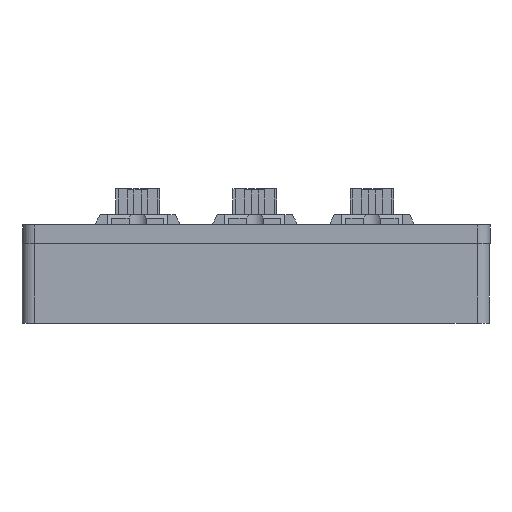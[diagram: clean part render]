
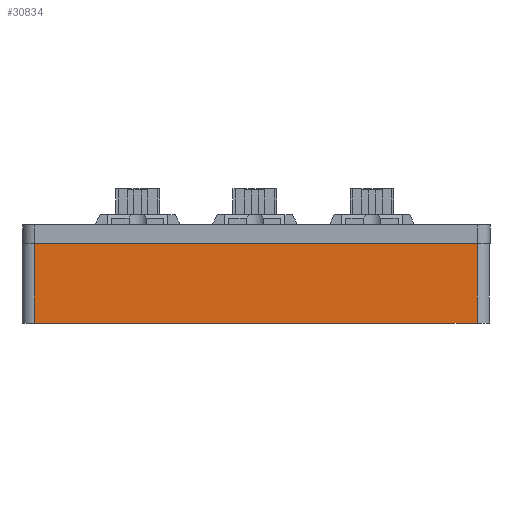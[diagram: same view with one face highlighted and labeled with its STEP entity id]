
A CAD part, front view. The second image highlights one B-rep face of the part: STEP entity #30834.
In plain terms, the highlighted planar face has unit normal (0, -1, 0).
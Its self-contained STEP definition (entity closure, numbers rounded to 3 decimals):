
#1848=PLANE('',#32845);
#2962=FACE_OUTER_BOUND('',#4688,.T.);
#4688=EDGE_LOOP('',(#21553,#21554,#21555,#21556));
#6755=LINE('',#43598,#10024);
#6766=LINE('',#43636,#10035);
#6767=LINE('',#43640,#10036);
#6768=LINE('',#43641,#10037);
#10024=VECTOR('',#35344,10.);
#10035=VECTOR('',#35381,10.);
#10036=VECTOR('',#35386,10.);
#10037=VECTOR('',#35387,10.);
#14118=VERTEX_POINT('',#43595);
#14119=VERTEX_POINT('',#43597);
#14133=VERTEX_POINT('',#43635);
#14134=VERTEX_POINT('',#43639);
#17057=EDGE_CURVE('',#14118,#14119,#6755,.T.);
#17076=EDGE_CURVE('',#14119,#14133,#6766,.T.);
#17078=EDGE_CURVE('',#14134,#14118,#6767,.T.);
#17079=EDGE_CURVE('',#14134,#14133,#6768,.T.);
#21553=ORIENTED_EDGE('',*,*,#17076,.F.);
#21554=ORIENTED_EDGE('',*,*,#17057,.F.);
#21555=ORIENTED_EDGE('',*,*,#17078,.F.);
#21556=ORIENTED_EDGE('',*,*,#17079,.T.);
#30834=ADVANCED_FACE('',(#2962),#1848,.T.);
#32845=AXIS2_PLACEMENT_3D('',#43638,#35384,#35385);
#35344=DIRECTION('',(1.,0.,0.));
#35381=DIRECTION('',(0.,0.,-1.));
#35384=DIRECTION('center_axis',(0.,-1.,0.));
#35385=DIRECTION('ref_axis',(1.,0.,0.));
#35386=DIRECTION('',(0.,0.,1.));
#35387=DIRECTION('',(1.,0.,0.));
#43595=CARTESIAN_POINT('',(52.892,50.,13.));
#43597=CARTESIAN_POINT('',(124.892,50.,13.));
#43598=CARTESIAN_POINT('',(50.892,50.,13.));
#43635=CARTESIAN_POINT('',(124.892,50.,0.));
#43636=CARTESIAN_POINT('',(124.892,50.,0.));
#43638=CARTESIAN_POINT('Origin',(50.892,50.,0.));
#43639=CARTESIAN_POINT('',(52.892,50.,0.));
#43640=CARTESIAN_POINT('',(52.892,50.,0.));
#43641=CARTESIAN_POINT('',(50.892,50.,0.));
